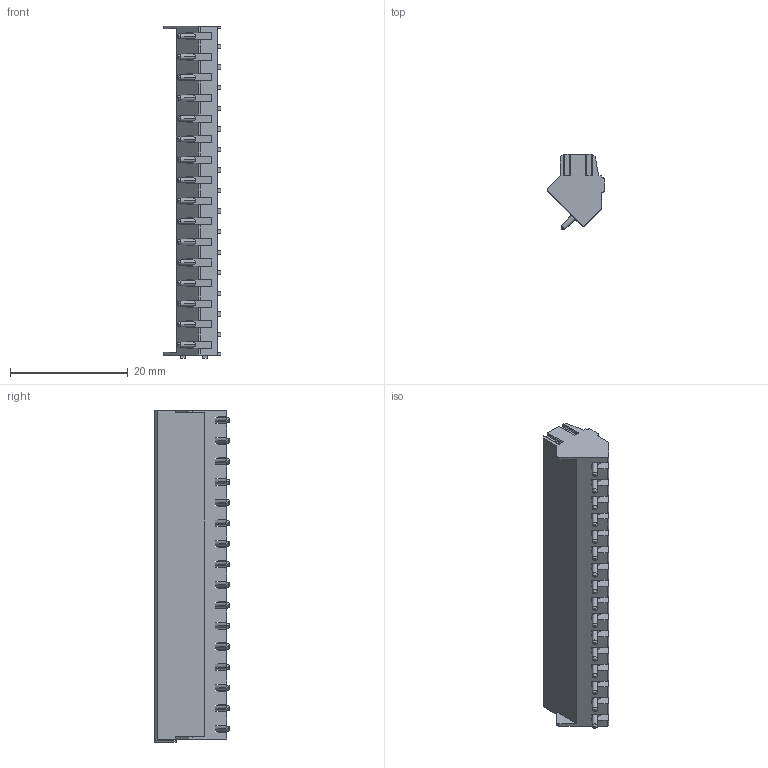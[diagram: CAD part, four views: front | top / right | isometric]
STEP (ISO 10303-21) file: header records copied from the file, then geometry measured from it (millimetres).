
FILE_DESCRIPTION((''),'2;1');
FILE_NAME('TL012A-XXP-XS','2025-04-06T',('sj'),(''),'PRO/ENGINEER BY PARAMETRIC TECHNOLOGY CORPORATION, 2013240','PRO/ENGINEER BY PARAMETRIC TECHNOLOGY CORPORATION, 2013240','');
FILE_SCHEMA(('AUTOMOTIVE_DESIGN_CC2 { 1 2 10303 214 -1 1 5 2 }'));
Length unit declared in the file: millimetre
Products named in the file (1): TL012A-XXP-XS
Bounding box: 9.81 x 12.83 x 56.5 mm (x, y, z)
Volume: 3265.7 mm3; surface area: 4072.5 mm2
Topology: 1 solids, 1 shells, 1060 faces, 2902 edges, 1892 vertices
Faces by surface type: plane 627, cylinder 305, cone 96, torus 32
Entity records: 34348 total; most frequent: CARTESIAN_POINT 7082, ORIENTED_EDGE 5804, DIRECTION 5632, EDGE_CURVE 2902, VECTOR 1908, LINE 1908, VERTEX_POINT 1892, AXIS2_PLACEMENT_3D 1862
